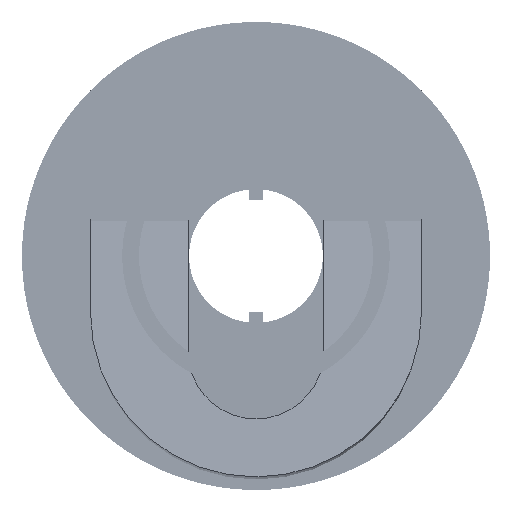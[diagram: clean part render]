
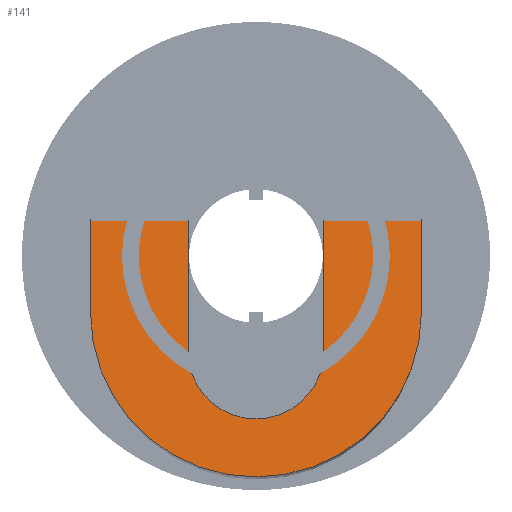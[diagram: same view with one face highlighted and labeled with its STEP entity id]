
A CAD part, front view. The second image highlights one B-rep face of the part: STEP entity #141.
In plain terms, the highlighted planar face has unit normal (0, -0.993, 0.122).
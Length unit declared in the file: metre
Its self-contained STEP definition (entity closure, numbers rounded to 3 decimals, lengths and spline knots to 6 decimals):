
#19=LINE('',#241,#29);
#22=LINE('',#253,#32);
#23=LINE('',#258,#33);
#26=LINE('',#270,#36);
#27=LINE('',#272,#37);
#28=LINE('',#273,#38);
#29=VECTOR('',#196,1.);
#32=VECTOR('',#209,1.);
#33=VECTOR('',#214,1.);
#36=VECTOR('',#227,1.);
#37=VECTOR('',#230,1.);
#38=VECTOR('',#231,1.);
#59=ORIENTED_EDGE('',*,*,#76,.F.);
#60=ORIENTED_EDGE('',*,*,#79,.F.);
#61=ORIENTED_EDGE('',*,*,#82,.T.);
#62=ORIENTED_EDGE('',*,*,#91,.F.);
#63=ORIENTED_EDGE('',*,*,#84,.F.);
#64=ORIENTED_EDGE('',*,*,#87,.T.);
#65=ORIENTED_EDGE('',*,*,#90,.T.);
#66=ORIENTED_EDGE('',*,*,#92,.F.);
#76=EDGE_CURVE('',#93,#95,#19,.T.);
#79=EDGE_CURVE('',#96,#93,#107,.T.);
#82=EDGE_CURVE('',#96,#98,#22,.T.);
#84=EDGE_CURVE('',#99,#101,#23,.T.);
#87=EDGE_CURVE('',#99,#102,#111,.T.);
#90=EDGE_CURVE('',#102,#104,#26,.T.);
#91=EDGE_CURVE('',#101,#98,#27,.T.);
#92=EDGE_CURVE('',#95,#104,#28,.T.);
#93=VERTEX_POINT('',#239);
#95=VERTEX_POINT('',#242);
#96=VERTEX_POINT('',#246);
#98=VERTEX_POINT('',#252);
#99=VERTEX_POINT('',#256);
#101=VERTEX_POINT('',#259);
#102=VERTEX_POINT('',#263);
#104=VERTEX_POINT('',#269);
#107=CIRCLE('',#177,0.0129);
#111=CIRCLE('',#184,0.031418);
#119=EDGE_LOOP('',(#59,#60,#61,#62,#63,#64,#65,#66));
#127=FACE_BOUND('',#119,.T.);
#133=PLANE('',#187);
#141=ADVANCED_FACE('',(#127),#133,.T.);
#177=AXIS2_PLACEMENT_3D('',#248,#202,#203);
#184=AXIS2_PLACEMENT_3D('',#265,#220,#221);
#187=AXIS2_PLACEMENT_3D('',#271,#228,#229);
#196=DIRECTION('',(0.,0.122,0.993));
#202=DIRECTION('',(0.,-0.993,0.122));
#203=DIRECTION('',(-1.,0.,0.));
#209=DIRECTION('',(0.,0.122,0.993));
#214=DIRECTION('',(0.,0.122,0.993));
#220=DIRECTION('',(0.,-0.993,0.122));
#221=DIRECTION('',(-1.,0.,0.));
#227=DIRECTION('',(0.,0.122,0.993));
#228=DIRECTION('',(0.,-0.993,0.122));
#229=DIRECTION('',(1.,0.,0.));
#230=DIRECTION('',(1.,0.,0.));
#231=DIRECTION('',(1.,0.,0.));
#239=CARTESIAN_POINT('',(0.0129,-0.006086,-0.018146));
#241=CARTESIAN_POINT('',(0.0129,-0.003888,-0.000248));
#242=CARTESIAN_POINT('',(0.0129,0.,0.031418));
#246=CARTESIAN_POINT('',(-0.0129,-0.006086,-0.018146));
#248=CARTESIAN_POINT('',(0.,-0.006086,-0.018146));
#252=CARTESIAN_POINT('',(-0.0129,0.,0.031418));
#253=CARTESIAN_POINT('',(-0.0129,-0.003888,-0.000248));
#256=CARTESIAN_POINT('',(-0.031418,-0.005182,-0.010784));
#258=CARTESIAN_POINT('',(-0.031418,-0.002591,0.010317));
#259=CARTESIAN_POINT('',(-0.031418,0.,0.031418));
#263=CARTESIAN_POINT('',(0.031418,-0.005182,-0.010784));
#265=CARTESIAN_POINT('',(0.,-0.005182,-0.010784));
#269=CARTESIAN_POINT('',(0.031418,0.,0.031418));
#270=CARTESIAN_POINT('',(0.031418,-0.002591,0.010317));
#271=CARTESIAN_POINT('',(0.00001,-0.003829,0.000234));
#272=CARTESIAN_POINT('',(-0.022159,0.,0.031418));
#273=CARTESIAN_POINT('',(0.022159,0.,0.031418));
